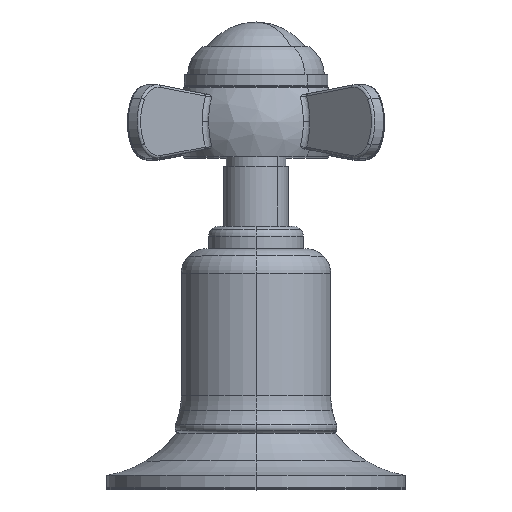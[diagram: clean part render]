
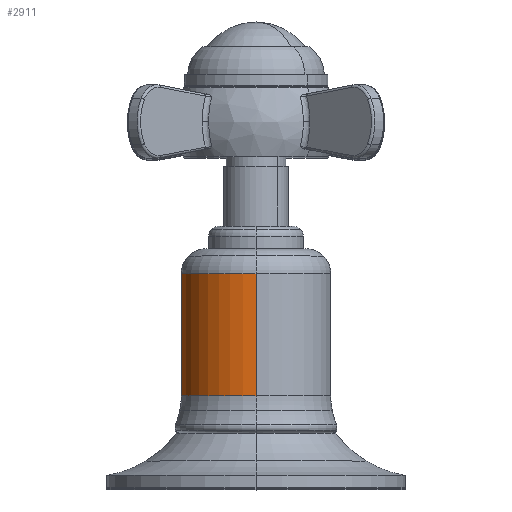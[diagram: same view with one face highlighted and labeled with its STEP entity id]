
A CAD part, top view. The second image highlights one B-rep face of the part: STEP entity #2911.
In plain terms, the highlighted cylindrical face has radius 15 mm (diameter 30 mm), a partial arc.
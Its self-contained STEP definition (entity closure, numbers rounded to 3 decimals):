
#2407=CARTESIAN_POINT('',(19.072,-5.393,100.));
#2408=DIRECTION('',(0.,1.,0.));
#2409=DIRECTION('',(0.,0.,-1.));
#2410=AXIS2_PLACEMENT_3D('',#2407,#2408,#2409);
#2417=DIRECTION('',(0.,1.,0.));
#2418=VECTOR('',#2417,24.5);
#2419=CARTESIAN_POINT('',(19.072,-5.393,85.));
#2420=LINE('',#2419,#2418);
#2421=DIRECTION('',(0.,1.,0.));
#2422=VECTOR('',#2421,24.5);
#2423=CARTESIAN_POINT('',(19.072,-5.393,115.));
#2424=LINE('',#2423,#2422);
#2751=CARTESIAN_POINT('',(19.072,19.107,100.));
#2752=DIRECTION('',(0.,-1.,0.));
#2753=DIRECTION('',(0.,0.,1.));
#2754=AXIS2_PLACEMENT_3D('',#2751,#2752,#2753);
#2789=CARTESIAN_POINT('',(19.072,-5.393,85.));
#2790=CARTESIAN_POINT('',(19.072,-5.393,115.));
#2791=VERTEX_POINT('',#2789);
#2792=VERTEX_POINT('',#2790);
#2797=CARTESIAN_POINT('',(19.072,19.107,85.));
#2798=VERTEX_POINT('',#2797);
#2799=CARTESIAN_POINT('',(19.072,19.107,115.));
#2800=VERTEX_POINT('',#2799);
#2897=CARTESIAN_POINT('',(19.072,-26.863,100.));
#2898=DIRECTION('',(0.,-1.,0.));
#2899=DIRECTION('',(0.,0.,-1.));
#2900=AXIS2_PLACEMENT_3D('',#2897,#2898,#2899);
#2901=CYLINDRICAL_SURFACE('',#2900,15.);
#2902=ORIENTED_EDGE('',*,*,#2886,.F.);
#2904=ORIENTED_EDGE('',*,*,#2903,.T.);
#2906=ORIENTED_EDGE('',*,*,#2905,.F.);
#2908=ORIENTED_EDGE('',*,*,#2907,.F.);
#2909=EDGE_LOOP('',(#2902,#2904,#2906,#2908));
#2910=FACE_OUTER_BOUND('',#2909,.F.);
#2911=ADVANCED_FACE('',(#2910),#2901,.T.);
#2411=CIRCLE('',#2410,15.);
#2755=CIRCLE('',#2754,15.);
#2886=EDGE_CURVE('',#2791,#2792,#2411,.T.);
#2903=EDGE_CURVE('',#2791,#2798,#2420,.T.);
#2905=EDGE_CURVE('',#2800,#2798,#2755,.T.);
#2907=EDGE_CURVE('',#2792,#2800,#2424,.T.);
